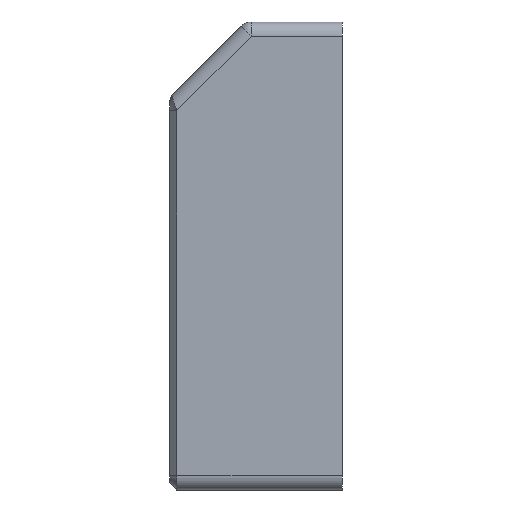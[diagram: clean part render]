
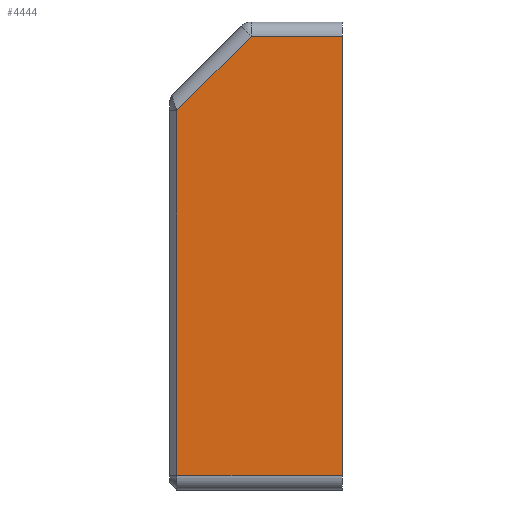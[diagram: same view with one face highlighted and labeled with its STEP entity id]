
A CAD part, left-side view. The second image highlights one B-rep face of the part: STEP entity #4444.
In plain terms, the highlighted planar face has unit normal (-1, 0, 0).
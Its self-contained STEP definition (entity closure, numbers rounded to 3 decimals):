
#139 = VERTEX_POINT ( 'NONE', #5513 ) ;
#271 = FACE_OUTER_BOUND ( 'NONE', #4651, .T. ) ;
#602 = VECTOR ( 'NONE', #4285, 1000. ) ;
#878 = VECTOR ( 'NONE', #4772, 1000. ) ;
#943 = VECTOR ( 'NONE', #3608, 1000. ) ;
#971 = CARTESIAN_POINT ( 'NONE',  ( -55., 46., -61. ) ) ;
#975 = ORIENTED_EDGE ( 'NONE', *, *, #4590, .T. ) ;
#1241 = CARTESIAN_POINT ( 'NONE',  ( -55., 48., 65. ) ) ;
#1286 = CARTESIAN_POINT ( 'NONE',  ( -55., 46., -61. ) ) ;
#1409 = CARTESIAN_POINT ( 'NONE',  ( -55., 48., -61. ) ) ;
#1470 = VECTOR ( 'NONE', #1785, 1000. ) ;
#1732 = DIRECTION ( 'NONE',  ( 1., 0., 0. ) ) ;
#1785 = DIRECTION ( 'NONE',  ( 0., 0., 1. ) ) ;
#1848 = VERTEX_POINT ( 'NONE', #4192 ) ;
#1957 = CARTESIAN_POINT ( 'NONE',  ( -55., 48., 61. ) ) ;
#1995 = VERTEX_POINT ( 'NONE', #2631 ) ;
#2027 = CARTESIAN_POINT ( 'NONE',  ( -55., 25.343, 61. ) ) ;
#2134 = VERTEX_POINT ( 'NONE', #971 ) ;
#2217 = LINE ( 'NONE', #3267, #5451 ) ;
#2403 = ORIENTED_EDGE ( 'NONE', *, *, #3055, .T. ) ;
#2583 = DIRECTION ( 'NONE',  ( 0., 0., -1. ) ) ;
#2623 = EDGE_CURVE ( 'NONE', #1848, #139, #4930, .T. ) ;
#2631 = CARTESIAN_POINT ( 'NONE',  ( -55., 46., 40.343 ) ) ;
#2742 = ORIENTED_EDGE ( 'NONE', *, *, #3328, .T. ) ;
#2780 = EDGE_CURVE ( 'NONE', #4793, #1995, #2217, .T. ) ;
#2807 = LINE ( 'NONE', #1957, #943 ) ;
#3055 = EDGE_CURVE ( 'NONE', #1995, #2134, #4001, .T. ) ;
#3204 = LINE ( 'NONE', #1409, #878 ) ;
#3267 = CARTESIAN_POINT ( 'NONE',  ( -55., 45.172, 41.172 ) ) ;
#3328 = EDGE_CURVE ( 'NONE', #139, #4793, #2807, .T. ) ;
#3608 = DIRECTION ( 'NONE',  ( 0., 1., 0. ) ) ;
#3764 = ORIENTED_EDGE ( 'NONE', *, *, #2780, .T. ) ;
#3912 = CARTESIAN_POINT ( 'NONE',  ( -55., 0., 65. ) ) ;
#4001 = LINE ( 'NONE', #1286, #602 ) ;
#4192 = CARTESIAN_POINT ( 'NONE',  ( -55., 0., -61. ) ) ;
#4285 = DIRECTION ( 'NONE',  ( 0., 0., -1. ) ) ;
#4444 = ADVANCED_FACE ( 'NONE', ( #271 ), #5503, .F. ) ;
#4448 = ORIENTED_EDGE ( 'NONE', *, *, #2623, .T. ) ;
#4590 = EDGE_CURVE ( 'NONE', #2134, #1848, #3204, .T. ) ;
#4651 = EDGE_LOOP ( 'NONE', ( #3764, #2403, #975, #4448, #2742 ) ) ;
#4772 = DIRECTION ( 'NONE',  ( 0., -1., 0. ) ) ;
#4793 = VERTEX_POINT ( 'NONE', #2027 ) ;
#4886 = AXIS2_PLACEMENT_3D ( 'NONE', #1241, #1732, #2583 ) ;
#4930 = LINE ( 'NONE', #3912, #1470 ) ;
#5401 = DIRECTION ( 'NONE',  ( 0., 0.707, -0.707 ) ) ;
#5451 = VECTOR ( 'NONE', #5401, 1000. ) ;
#5503 = PLANE ( 'NONE',  #4886 ) ;
#5513 = CARTESIAN_POINT ( 'NONE',  ( -55., 0., 61. ) ) ;
